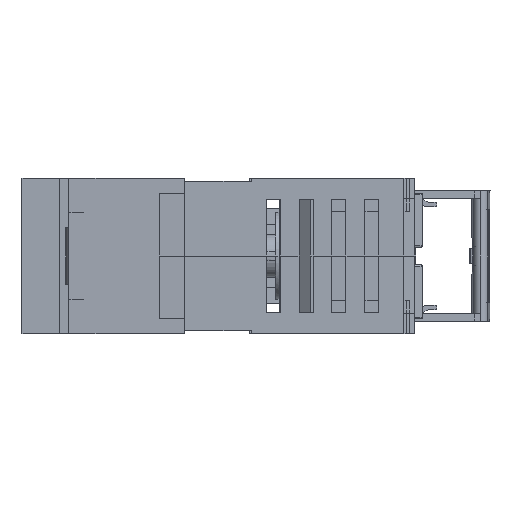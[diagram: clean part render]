
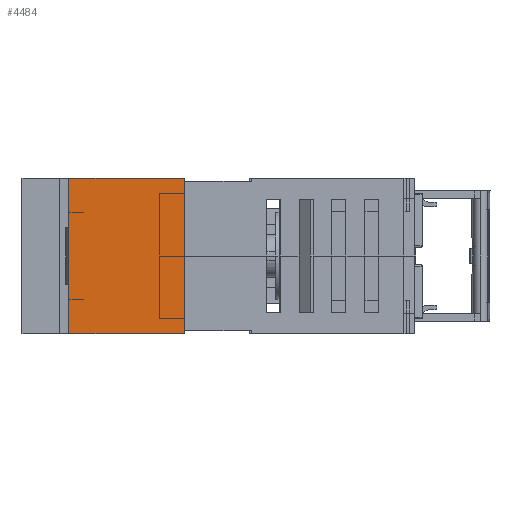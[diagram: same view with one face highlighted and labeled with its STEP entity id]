
A CAD part, left-side view. The second image highlights one B-rep face of the part: STEP entity #4484.
In plain terms, the highlighted face is planar.
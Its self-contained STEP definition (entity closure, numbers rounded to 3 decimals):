
#1069=DIRECTION('',(0.018,0.,-1.));
#1070=VECTOR('',#1069,36.806);
#1071=CARTESIAN_POINT('',(-264.693,24.8,36.8));
#1072=LINE('',#1071,#1070);
#1126=DIRECTION('',(0.,1.,0.));
#1127=VECTOR('',#1126,49.6);
#1128=CARTESIAN_POINT('',(-264.013,-24.8,0.));
#1129=LINE('',#1128,#1127);
#1133=DIRECTION('',(-0.018,0.,1.));
#1134=VECTOR('',#1133,36.806);
#1135=CARTESIAN_POINT('',(-264.013,-24.8,0.));
#1136=LINE('',#1135,#1134);
#1168=DIRECTION('',(0.,1.,0.));
#1169=VECTOR('',#1168,49.6);
#1170=CARTESIAN_POINT('',(-264.693,-24.8,36.8));
#1171=LINE('',#1170,#1169);
#3503=CARTESIAN_POINT('',(-264.013,24.8,0.));
#3505=VERTEX_POINT('',#3503);
#3507=CARTESIAN_POINT('',(-264.013,-24.8,0.));
#3508=VERTEX_POINT('',#3507);
#3757=CARTESIAN_POINT('',(-264.693,24.8,36.8));
#3758=VERTEX_POINT('',#3757);
#3768=CARTESIAN_POINT('',(-264.693,-24.8,36.8));
#3769=VERTEX_POINT('',#3768);
#4471=CARTESIAN_POINT('',(-264.013,0.,0.));
#4472=DIRECTION('',(-1.,0.,-0.018));
#4473=DIRECTION('',(-0.018,0.,1.));
#4474=AXIS2_PLACEMENT_3D('',#4471,#4472,#4473);
#4475=PLANE('',#4474);
#4477=ORIENTED_EDGE('',*,*,#4476,.F.);
#4478=ORIENTED_EDGE('',*,*,#4180,.T.);
#4479=ORIENTED_EDGE('',*,*,#4453,.F.);
#4481=ORIENTED_EDGE('',*,*,#4480,.F.);
#4482=EDGE_LOOP('',(#4477,#4478,#4479,#4481));
#4483=FACE_OUTER_BOUND('',#4482,.F.);
#4180=EDGE_CURVE('',#3508,#3505,#1129,.T.);
#4453=EDGE_CURVE('',#3758,#3505,#1072,.T.);
#4476=EDGE_CURVE('',#3508,#3769,#1136,.T.);
#4480=EDGE_CURVE('',#3769,#3758,#1171,.T.);
#4484=ADVANCED_FACE('',(#4483),#4475,.T.);
